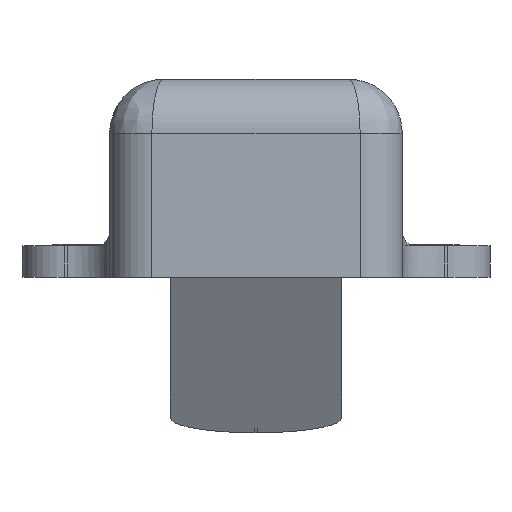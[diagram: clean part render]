
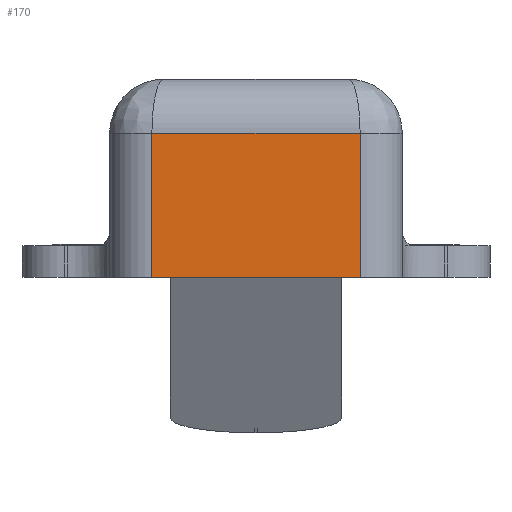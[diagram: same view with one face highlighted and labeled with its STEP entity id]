
A CAD part, front view. The second image highlights one B-rep face of the part: STEP entity #170.
In plain terms, the highlighted planar face has unit normal (0, -1, 0).
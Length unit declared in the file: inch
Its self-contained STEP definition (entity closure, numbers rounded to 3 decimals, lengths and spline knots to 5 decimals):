
#170=ADVANCED_FACE('',(#247),#214,.F.);
#214=PLANE('',#1076);
#247=FACE_OUTER_BOUND('',#301,.T.);
#301=EDGE_LOOP('',(#509,#510,#511,#512));
#509=ORIENTED_EDGE('',*,*,#819,.F.);
#510=ORIENTED_EDGE('',*,*,#820,.T.);
#511=ORIENTED_EDGE('',*,*,#817,.T.);
#512=ORIENTED_EDGE('',*,*,#793,.T.);
#693=VERTEX_POINT('',#1576);
#694=VERTEX_POINT('',#1578);
#709=VERTEX_POINT('',#1648);
#710=VERTEX_POINT('',#1652);
#793=EDGE_CURVE('',#694,#693,#905,.T.);
#817=EDGE_CURVE('',#709,#694,#922,.T.);
#819=EDGE_CURVE('',#710,#693,#923,.T.);
#820=EDGE_CURVE('',#710,#709,#924,.T.);
#905=LINE('',#1577,#988);
#922=LINE('',#1647,#1005);
#923=LINE('',#1651,#1006);
#924=LINE('',#1653,#1007);
#988=VECTOR('',#1233,1.);
#1005=VECTOR('',#1270,1.);
#1006=VECTOR('',#1275,1.);
#1007=VECTOR('',#1276,1.);
#1076=AXIS2_PLACEMENT_3D('',#1654,#1277,#1278);
#1233=DIRECTION('',(1.,0.,0.));
#1270=DIRECTION('',(0.,0.,-1.));
#1275=DIRECTION('',(0.,0.,-1.));
#1276=DIRECTION('',(-1.,0.,0.));
#1277=DIRECTION('',(0.,1.,0.));
#1278=DIRECTION('',(0.,0.,1.));
#1576=CARTESIAN_POINT('',(2.4906,0.705,0.625));
#1577=CARTESIAN_POINT('',(2.2594,0.705,0.625));
#1578=CARTESIAN_POINT('',(2.2594,0.705,0.625));
#1647=CARTESIAN_POINT('',(2.2594,0.705,0.677));
#1648=CARTESIAN_POINT('',(2.2594,0.705,0.785));
#1651=CARTESIAN_POINT('',(2.4906,0.705,0.677));
#1652=CARTESIAN_POINT('',(2.4906,0.705,0.785));
#1653=CARTESIAN_POINT('',(2.2594,0.705,0.785));
#1654=CARTESIAN_POINT('',(2.2594,0.705,0.677));
